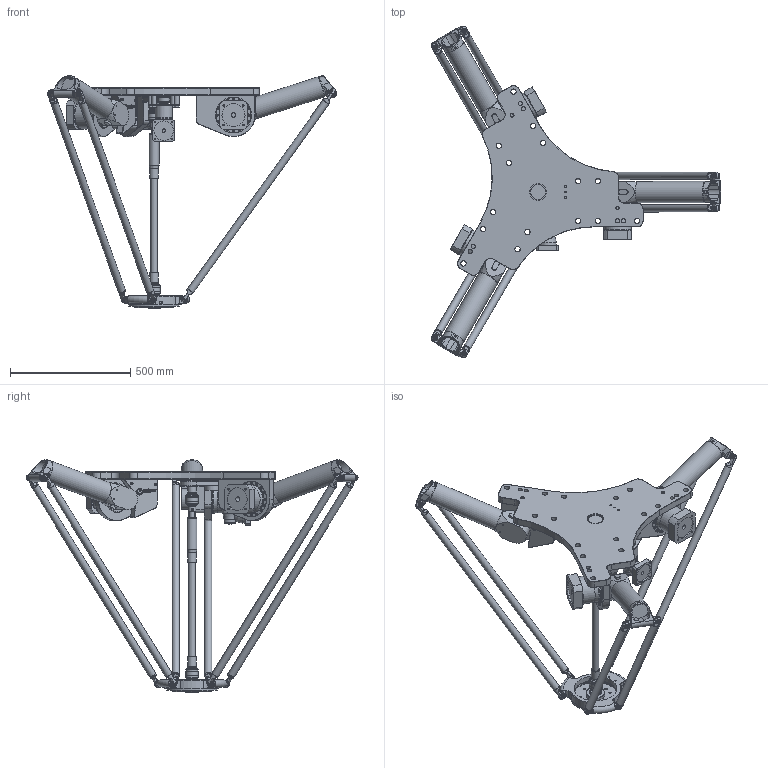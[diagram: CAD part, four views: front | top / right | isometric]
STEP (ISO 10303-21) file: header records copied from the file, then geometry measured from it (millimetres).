
FILE_DESCRIPTION(/* description */ (''),/* implementation_level */ '2;1');
FILE_NAME(/* name */ '3D-model_A_00064-T1.stp',/* time_stamp */ '2022-02-07T17:17:13+01:00',/* author */ ('michael.schutter'),/* organization */ ('Majatronic'),/* preprocessor_version */ 'ST-DEVELOPER v16.5',/* originating_system */ 'Autodesk Inventor 2017',/* authorisation */ '');
FILE_SCHEMA (('AUTOMOTIVE_DESIGN { 1 0 10303 214 3 1 1 }'));
Length unit declared in the file: millimetre
Products named in the file (11): MT_BGR00020835MT_BGR; MT_BGR00018058MT_BGR; MT_WST00054336MT_WST; MT_WST00055606MT_WST; MT_WST00055005MT_WST; MT_WST00055470MT_WST; MT_WST00050309MT_WST; MT_WST00055471MT_WST; MT_WST00054372MT_WST; MT_WST00054373MT_WST; MT_WST00057409MT_WST
Assembly tree (22 placements, depth 3):
  MT_BGR00020835MT_BGR
    MT_BGR00018058MT_BGR
      MT_WST00054336MT_WST
      MT_WST00055606MT_WST
    MT_WST00055005MT_WST  x3
    MT_WST00050309MT_WST  x6
    MT_WST00055470MT_WST  x6
    MT_WST00055471MT_WST
    MT_WST00054372MT_WST
    MT_WST00054373MT_WST
    MT_WST00057409MT_WST
Bounding box: 1201.13 x 1379.04 x 967.72 mm (x, y, z)
Volume: 33296310.8 mm3; surface area: 2913462.3 mm2
Topology: 21 solids, 25 shells, 3063 faces, 7110 edges, 4488 vertices
Faces by surface type: plane 1403, cylinder 928, bspline 383, cone 226, torus 119, sphere 4
Full cylindrical faces by diameter (mm): 4 x1, 4.134 x10, 4.917 x15, 6.647 x13, 8 x77, 8.376 x6, 8.5 x48, 9.6 x3, 10 x1, 12 x22, 14 x1, 14.5 x1, 15 x1, 15.4 x1, 16 x14, 17.294 x6, 18 x48, 19 x3, 19.7 x1, 20 x4, 22 x15, 23 x1, 23.9 x1, 24 x1, 25 x2, 28 x1, 28.4 x1, 29.98 x12, 30 x18, 32 x1
Entity records: 67139 total; most frequent: CARTESIAN_POINT 24482, DIRECTION 8814, ORIENTED_EDGE 7808, EDGE_CURVE 3903, AXIS2_PLACEMENT_3D 3303, VERTEX_POINT 2739, EDGE_LOOP 2702, LINE 2208
